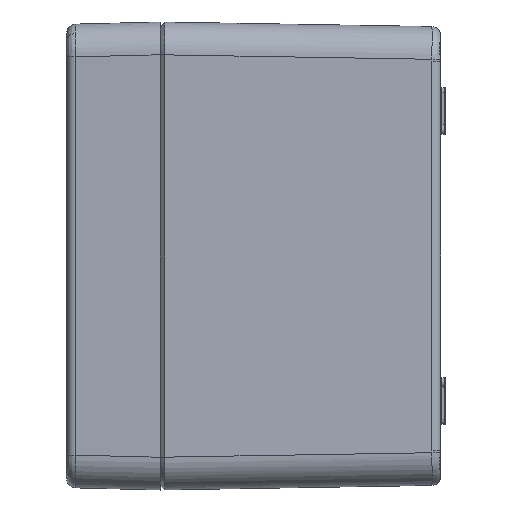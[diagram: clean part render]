
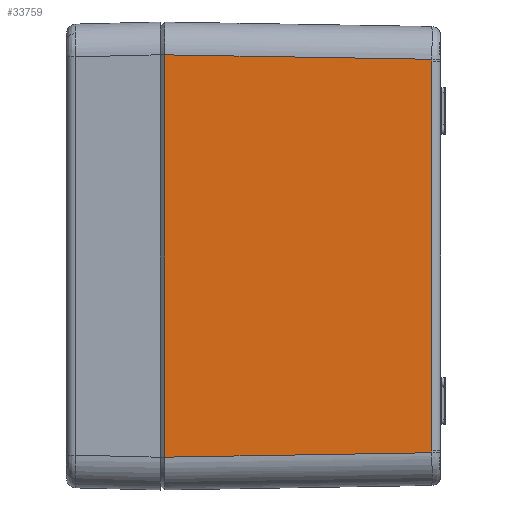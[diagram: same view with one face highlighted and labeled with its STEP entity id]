
A CAD part, left-side view. The second image highlights one B-rep face of the part: STEP entity #33759.
In plain terms, the highlighted planar face has unit normal (-1, -0.017, 0).
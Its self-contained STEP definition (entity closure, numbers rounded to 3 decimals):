
#27969 = DIRECTION ( 'NONE',  ( 0.017, -1., 0.017 ) ) ;
#27970 = VECTOR ( 'NONE', #27969, 1000. ) ;
#27971 = CARTESIAN_POINT ( 'NONE',  ( -80.002, 0.117, -43.003 ) ) ;
#27972 = LINE ( 'NONE', #27971, #27970 ) ;
#28056 = DIRECTION ( 'NONE',  ( 0.017, -1., 0. ) ) ;
#28058 = DIRECTION ( 'NONE',  ( -1., -0.017, 0. ) ) ;
#28060 = CARTESIAN_POINT ( 'NONE',  ( -80., 0., -50. ) ) ;
#28064 = AXIS2_PLACEMENT_3D ( 'NONE', #28060, #28058, #28056 ) ;
#28066 = FACE_OUTER_BOUND ( 'NONE', #33752, .T. ) ;
#28073 = PLANE ( 'NONE',  #28064 ) ;
#28129 = B_SPLINE_CURVE_WITH_KNOTS ( 'NONE', 3,
 ( #28196, #28195, #28194, #28193 ),
 .UNSPECIFIED., .F., .F.,
 ( 4, 4 ),
 ( 0., 0. ),
 .UNSPECIFIED. ) ;
#28130 = CARTESIAN_POINT ( 'NONE',  ( -79.983, -1., -42.984 ) ) ;
#28131 = CARTESIAN_POINT ( 'NONE',  ( -79.033, -58.036, -42.034 ) ) ;
#28134 = CARTESIAN_POINT ( 'NONE',  ( -79.033, -58.033, -41.659 ) ) ;
#28159 = LINE ( 'NONE', #28250, #28249 ) ;
#28169 = DIRECTION ( 'NONE',  ( 0., 0., 1. ) ) ;
#28170 = VECTOR ( 'NONE', #28169, 1000. ) ;
#28171 = CARTESIAN_POINT ( 'NONE',  ( -79.033, -58.033, 42.001 ) ) ;
#28172 = LINE ( 'NONE', #28171, #28170 ) ;
#28177 = CARTESIAN_POINT ( 'NONE',  ( -79.033, -58.033, 41.659 ) ) ;
#28193 = CARTESIAN_POINT ( 'NONE',  ( -79.033, -58.033, -41.659 ) ) ;
#28194 = CARTESIAN_POINT ( 'NONE',  ( -79.033, -58.033, -41.784 ) ) ;
#28195 = CARTESIAN_POINT ( 'NONE',  ( -79.033, -58.034, -41.909 ) ) ;
#28196 = CARTESIAN_POINT ( 'NONE',  ( -79.033, -58.036, -42.034 ) ) ;
#28202 = B_SPLINE_CURVE_WITH_KNOTS ( 'NONE', 3,
 ( #28305, #28303, #28302, #28300 ),
 .UNSPECIFIED., .F., .F.,
 ( 4, 4 ),
 ( 0., 0. ),
 .UNSPECIFIED. ) ;
#28247 = DIRECTION ( 'NONE',  ( 0., 0., -1. ) ) ;
#28249 = VECTOR ( 'NONE', #28247, 1000. ) ;
#28250 = CARTESIAN_POINT ( 'NONE',  ( -79.983, -1., -50. ) ) ;
#28300 = CARTESIAN_POINT ( 'NONE',  ( -79.033, -58.036, 42.034 ) ) ;
#28302 = CARTESIAN_POINT ( 'NONE',  ( -79.033, -58.034, 41.909 ) ) ;
#28303 = CARTESIAN_POINT ( 'NONE',  ( -79.033, -58.033, 41.784 ) ) ;
#28305 = CARTESIAN_POINT ( 'NONE',  ( -79.033, -58.033, 41.659 ) ) ;
#29113 = CARTESIAN_POINT ( 'NONE',  ( -79.033, -58.036, 42.034 ) ) ;
#29122 = CARTESIAN_POINT ( 'NONE',  ( -79.983, -1., 42.984 ) ) ;
#30109 = DIRECTION ( 'NONE',  ( -0.017, 1., 0.017 ) ) ;
#30111 = VECTOR ( 'NONE', #30109, 1000. ) ;
#30113 = CARTESIAN_POINT ( 'NONE',  ( -79.974, -1.549, 42.975 ) ) ;
#30115 = LINE ( 'NONE', #30113, #30111 ) ;
#33736 = EDGE_CURVE ( 'NONE', #33826, #33823, #27972, .T. ) ;
#33743 = ORIENTED_EDGE ( 'NONE', *, *, #33736, .T. ) ;
#33752 = EDGE_LOOP ( 'NONE', ( #33743, #33817, #33872, #33924, #33929, #33862 ) ) ;
#33759 = ADVANCED_FACE ( 'NONE', ( #28066 ), #28073, .T. ) ;
#33811 = VERTEX_POINT ( 'NONE', #28134 ) ;
#33815 = EDGE_CURVE ( 'NONE', #33823, #33811, #28129, .T. ) ;
#33817 = ORIENTED_EDGE ( 'NONE', *, *, #33815, .T. ) ;
#33823 = VERTEX_POINT ( 'NONE', #28131 ) ;
#33826 = VERTEX_POINT ( 'NONE', #28130 ) ;
#33862 = ORIENTED_EDGE ( 'NONE', *, *, #33903, .T. ) ;
#33865 = VERTEX_POINT ( 'NONE', #28177 ) ;
#33868 = EDGE_CURVE ( 'NONE', #33811, #33865, #28172, .T. ) ;
#33872 = ORIENTED_EDGE ( 'NONE', *, *, #33868, .T. ) ;
#33903 = EDGE_CURVE ( 'NONE', #35003, #33826, #28159, .T. ) ;
#33924 = ORIENTED_EDGE ( 'NONE', *, *, #33928, .T. ) ;
#33928 = EDGE_CURVE ( 'NONE', #33865, #35011, #28202, .T. ) ;
#33929 = ORIENTED_EDGE ( 'NONE', *, *, #35171, .T. ) ;
#35003 = VERTEX_POINT ( 'NONE', #29122 ) ;
#35011 = VERTEX_POINT ( 'NONE', #29113 ) ;
#35171 = EDGE_CURVE ( 'NONE', #35011, #35003, #30115, .T. ) ;
